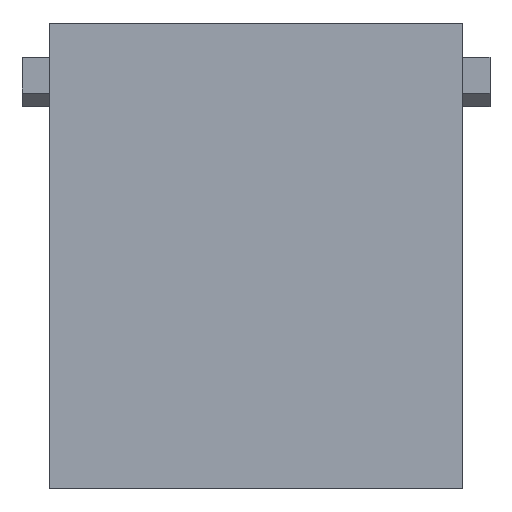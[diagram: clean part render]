
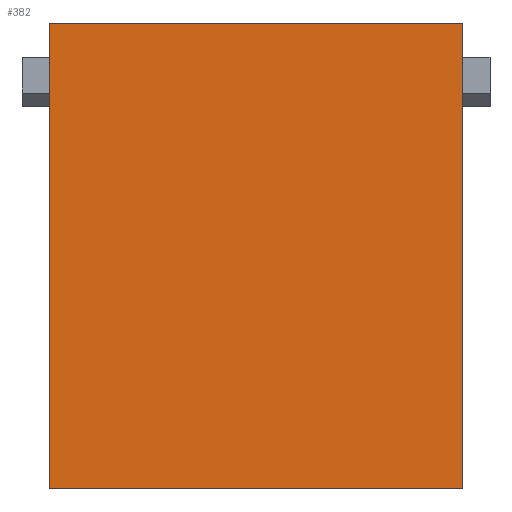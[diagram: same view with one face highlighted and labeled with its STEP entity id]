
A CAD part, top view. The second image highlights one B-rep face of the part: STEP entity #382.
In plain terms, the highlighted planar face has unit normal (0, 0, 1).
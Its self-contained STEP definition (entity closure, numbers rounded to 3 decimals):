
#225=FACE_OUTER_BOUND('',#753,.T.);
#382=ADVANCED_FACE('',(#225),#539,.T.);
#539=PLANE('',#3224);
#753=EDGE_LOOP('',(#1316,#1317,#1318,#1319));
#1316=ORIENTED_EDGE('',*,*,#2271,.T.);
#1317=ORIENTED_EDGE('',*,*,#2154,.F.);
#1318=ORIENTED_EDGE('',*,*,#2272,.T.);
#1319=ORIENTED_EDGE('',*,*,#2174,.F.);
#1850=VERTEX_POINT('',#4526);
#1851=VERTEX_POINT('',#4528);
#1864=VERTEX_POINT('',#4569);
#1865=VERTEX_POINT('',#4571);
#2154=EDGE_CURVE('',#1851,#1850,#2564,.T.);
#2174=EDGE_CURVE('',#1864,#1865,#2584,.T.);
#2271=EDGE_CURVE('',#1864,#1850,#2679,.T.);
#2272=EDGE_CURVE('',#1851,#1865,#2680,.T.);
#2564=LINE('',#4529,#2918);
#2584=LINE('',#4570,#2938);
#2679=LINE('',#4760,#3033);
#2680=LINE('',#4762,#3034);
#2918=VECTOR('',#3606,1.);
#2938=VECTOR('',#3642,1.);
#3033=VECTOR('',#3829,1.);
#3034=VECTOR('',#3832,1.);
#3224=AXIS2_PLACEMENT_3D('',#4763,#3833,#3834);
#3606=DIRECTION('',(0.,1.,0.));
#3642=DIRECTION('',(0.,-1.,0.));
#3829=DIRECTION('',(-1.,0.,0.));
#3832=DIRECTION('',(1.,0.,0.));
#3833=DIRECTION('',(0.,0.,1.));
#3834=DIRECTION('',(1.,0.,0.));
#4526=CARTESIAN_POINT('',(-15.1,2.5,7.3));
#4528=CARTESIAN_POINT('',(-15.1,-31.5,7.3));
#4529=CARTESIAN_POINT('',(-15.1,2.5,7.3));
#4569=CARTESIAN_POINT('',(15.1,2.5,7.3));
#4570=CARTESIAN_POINT('',(15.1,2.5,7.3));
#4571=CARTESIAN_POINT('',(15.1,-31.5,7.3));
#4760=CARTESIAN_POINT('',(15.15,2.5,7.3));
#4762=CARTESIAN_POINT('',(15.15,-31.5,7.3));
#4763=CARTESIAN_POINT('',(15.15,2.5,7.3));
